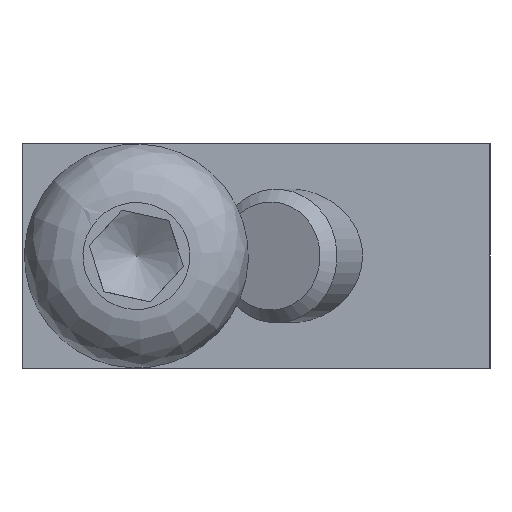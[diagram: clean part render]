
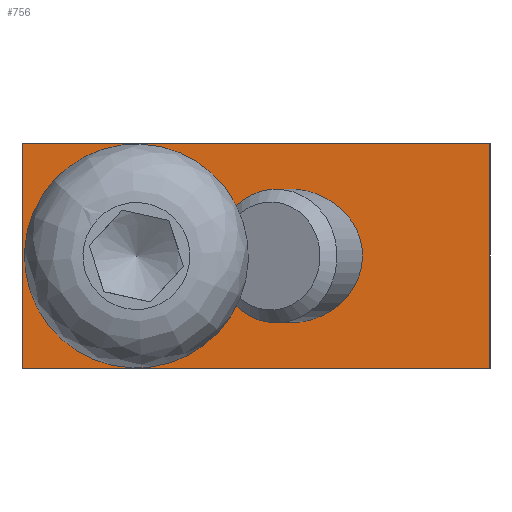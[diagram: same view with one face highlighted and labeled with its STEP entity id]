
A CAD part, front view. The second image highlights one B-rep face of the part: STEP entity #756.
In plain terms, the highlighted planar face has unit normal (0, -1, 0).
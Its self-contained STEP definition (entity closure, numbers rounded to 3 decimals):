
#112=CARTESIAN_POINT('',(6.374,0.,0.));
#113=VERTEX_POINT('',#112);
#114=CARTESIAN_POINT('',(1.985,0.,0.));
#115=DIRECTION('',(0.0,1.0,0.0));
#116=DIRECTION('',(-1.0,0.0,0.0));
#117=AXIS2_PLACEMENT_3D('',#114,#115,#116);
#118=ELLIPSE('',#117,4.389,4.);
#119=EDGE_CURVE('',#113,#113,#118,.T.);
#412=CARTESIAN_POINT('',(-3.106,0.0,0.));
#413=VERTEX_POINT('',#412);
#414=CARTESIAN_POINT('',(-7.156,0.0,0.));
#415=DIRECTION('',(0.0,1.0,0.0));
#416=DIRECTION('',(-1.0,0.0,0.0));
#417=AXIS2_PLACEMENT_3D('',#414,#415,#416);
#418=CIRCLE('',#417,4.05);
#419=EDGE_CURVE('',#413,#413,#418,.T.);
#656=CARTESIAN_POINT('',(14.,0.,6.75));
#657=VERTEX_POINT('',#656);
#664=CARTESIAN_POINT('',(14.,0.,-6.75));
#665=VERTEX_POINT('',#664);
#666=CARTESIAN_POINT('',(14.,0.,-6.75));
#667=DIRECTION('',(0.0,0.0,1.0));
#668=VECTOR('',#667,13.5);
#669=LINE('',#666,#668);
#670=EDGE_CURVE('',#665,#657,#669,.T.);
#688=CARTESIAN_POINT('',(-14.,0.0,6.75));
#689=VERTEX_POINT('',#688);
#696=CARTESIAN_POINT('',(14.,0.,6.75));
#697=DIRECTION('',(-1.0,0.0,0.0));
#698=VECTOR('',#697,28.);
#699=LINE('',#696,#698);
#700=EDGE_CURVE('',#657,#689,#699,.T.);
#712=CARTESIAN_POINT('',(-14.,0.0,-6.75));
#713=VERTEX_POINT('',#712);
#720=CARTESIAN_POINT('',(-14.,0.0,6.75));
#721=DIRECTION('',(0.0,0.0,-1.0));
#722=VECTOR('',#721,13.5);
#723=LINE('',#720,#722);
#724=EDGE_CURVE('',#689,#713,#723,.T.);
#734=CARTESIAN_POINT('',(-14.,0.0,0.0));
#735=DIRECTION('',(0.0,-1.0,0.0));
#736=DIRECTION('',(0.0,0.0,-1.0));
#737=AXIS2_PLACEMENT_3D('',#734,#735,#736);
#738=PLANE('',#737);
#739=CARTESIAN_POINT('',(-14.,0.0,-6.75));
#740=DIRECTION('',(1.0,0.0,0.0));
#741=VECTOR('',#740,28.);
#742=LINE('',#739,#741);
#743=EDGE_CURVE('',#713,#665,#742,.T.);
#744=ORIENTED_EDGE('',*,*,#743,.T.);
#745=ORIENTED_EDGE('',*,*,#670,.T.);
#746=ORIENTED_EDGE('',*,*,#700,.T.);
#747=ORIENTED_EDGE('',*,*,#724,.T.);
#748=EDGE_LOOP('',(#744,#745,#746,#747));
#749=FACE_OUTER_BOUND('',#748,.T.);
#750=ORIENTED_EDGE('',*,*,#119,.T.);
#751=EDGE_LOOP('',(#750));
#752=FACE_BOUND('',#751,.T.);
#753=ORIENTED_EDGE('',*,*,#419,.T.);
#754=EDGE_LOOP('',(#753));
#755=FACE_BOUND('',#754,.T.);
#756=ADVANCED_FACE('',(#749,#752,#755),#738,.T.);
